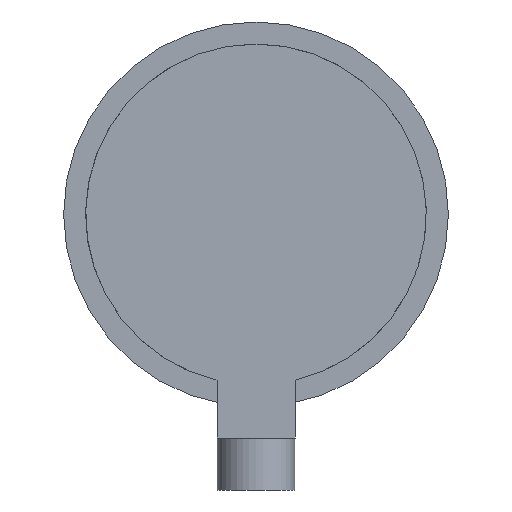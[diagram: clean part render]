
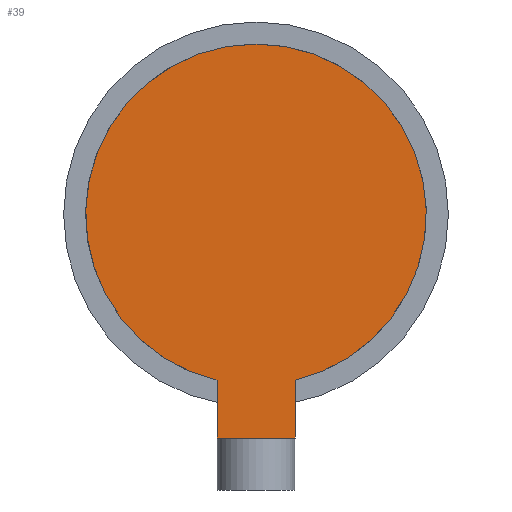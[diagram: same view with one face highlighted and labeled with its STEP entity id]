
A CAD part, left-side view. The second image highlights one B-rep face of the part: STEP entity #39.
In plain terms, the highlighted planar face has unit normal (-1, 0, 0).
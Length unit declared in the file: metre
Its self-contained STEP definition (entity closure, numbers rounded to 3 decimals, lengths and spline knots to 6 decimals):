
#39 = ADVANCED_FACE( 'Body19', ( #80 ), #81, .F. );
#80 = FACE_OUTER_BOUND( '', #124, .T. );
#81 = PLANE( '', #125 );
#124 = EDGE_LOOP( '', ( #173, #174, #175, #176 ) );
#125 = AXIS2_PLACEMENT_3D( '', #177, #178, #179 );
#173 = ORIENTED_EDGE( '', *, *, #246, .F. );
#174 = ORIENTED_EDGE( '', *, *, #247, .T. );
#175 = ORIENTED_EDGE( '', *, *, #237, .T. );
#176 = ORIENTED_EDGE( '', *, *, #248, .F. );
#177 = CARTESIAN_POINT( '', ( 0.082, 0.05025, 0.291838 ) );
#178 = DIRECTION( '', ( 1., 0., 0. ) );
#179 = DIRECTION( '', ( 0., 1., 0. ) );
#237 = EDGE_CURVE( '', #268, #266, #269, .T. );
#246 = EDGE_CURVE( '', #282, #283, #284, .T. );
#247 = EDGE_CURVE( '', #282, #268, #285, .T. );
#248 = EDGE_CURVE( '', #283, #266, #286, .T. );
#266 = VERTEX_POINT( '', #308 );
#268 = VERTEX_POINT( '', #311 );
#269 = LINE( '', #312, #313 );
#282 = VERTEX_POINT( '', #331 );
#283 = VERTEX_POINT( '', #332 );
#284 = LINE( '', #333, #334 );
#285 = LINE( '', #335, #336 );
#286 = CIRCLE( '', #337, 0.03275 );
#308 = CARTESIAN_POINT( '', ( 0.082, 0.04275, 0.261459 ) );
#311 = CARTESIAN_POINT( '', ( 0.082, 0.04275, 0.250338 ) );
#312 = CARTESIAN_POINT( '', ( 0.082, 0.04275, 0.255899 ) );
#313 = VECTOR( '', #360, 1. );
#331 = CARTESIAN_POINT( '', ( 0.082, 0.05775, 0.250338 ) );
#332 = CARTESIAN_POINT( '', ( 0.082, 0.05775, 0.261459 ) );
#333 = CARTESIAN_POINT( '', ( 0.082, 0.05775, 0.255899 ) );
#334 = VECTOR( '', #369, 1. );
#335 = CARTESIAN_POINT( '', ( 0.082, 0.05025, 0.250338 ) );
#336 = VECTOR( '', #370, 1. );
#337 = AXIS2_PLACEMENT_3D( '', #371, #372, #373 );
#360 = DIRECTION( '', ( 0., 0., 1. ) );
#369 = DIRECTION( '', ( 0., 0., 1. ) );
#370 = DIRECTION( '', ( 0., -1., 0. ) );
#371 = CARTESIAN_POINT( '', ( 0.082, 0.05025, 0.293338 ) );
#372 = DIRECTION( '', ( 1., 0., 0. ) );
#373 = DIRECTION( '', ( 0., 1., 0. ) );
